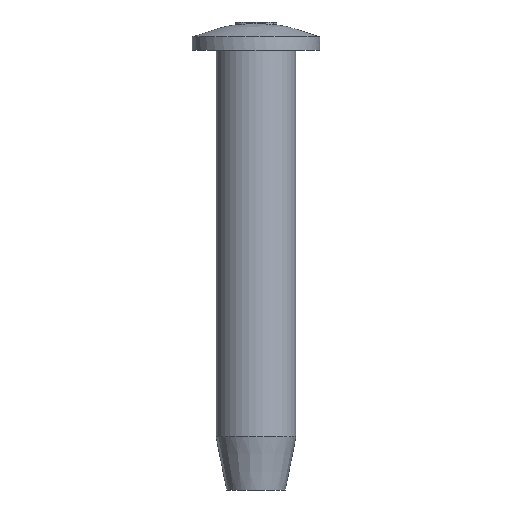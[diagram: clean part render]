
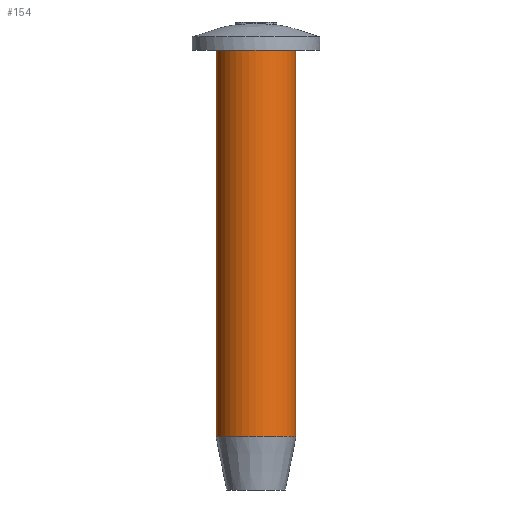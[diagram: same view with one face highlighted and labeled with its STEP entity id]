
A CAD part, front view. The second image highlights one B-rep face of the part: STEP entity #154.
In plain terms, the highlighted cylindrical face has radius 1.5 mm (diameter 3 mm), a full revolution.
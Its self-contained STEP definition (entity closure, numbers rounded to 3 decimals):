
#154=ADVANCED_FACE('',(#180,#181),#175,.T.);
#175=CYLINDRICAL_SURFACE('',#413,1.5);
#180=FACE_BOUND('',#190,.T.);
#181=FACE_BOUND('',#191,.T.);
#190=EDGE_LOOP('',(#217));
#191=EDGE_LOOP('',(#218));
#217=ORIENTED_EDGE('',*,*,#351,.T.);
#218=ORIENTED_EDGE('',*,*,#350,.T.);
#315=VERTEX_POINT('',#497);
#316=VERTEX_POINT('',#500);
#350=EDGE_CURVE('',#315,#315,#400,.T.);
#351=EDGE_CURVE('',#316,#316,#401,.T.);
#400=CIRCLE('',#410,1.5);
#401=CIRCLE('',#412,1.5);
#410=AXIS2_PLACEMENT_3D('',#496,#433,#434);
#412=AXIS2_PLACEMENT_3D('',#499,#437,#438);
#413=AXIS2_PLACEMENT_3D('',#501,#439,#440);
#433=DIRECTION('',(0.,0.,-1.));
#434=DIRECTION('',(-1.,0.,0.));
#437=DIRECTION('',(0.,0.,1.));
#438=DIRECTION('',(1.,0.,0.));
#439=DIRECTION('',(0.,0.,-1.));
#440=DIRECTION('',(-1.,0.,0.));
#496=CARTESIAN_POINT('',(0.,0.,0.));
#497=CARTESIAN_POINT('',(-1.5,0.,0.));
#499=CARTESIAN_POINT('',(0.,0.,-14.5));
#500=CARTESIAN_POINT('',(1.5,0.,-14.5));
#501=CARTESIAN_POINT('',(0.,0.,0.));
